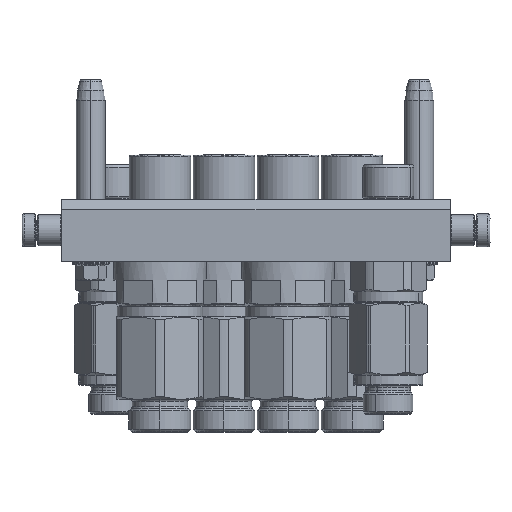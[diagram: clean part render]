
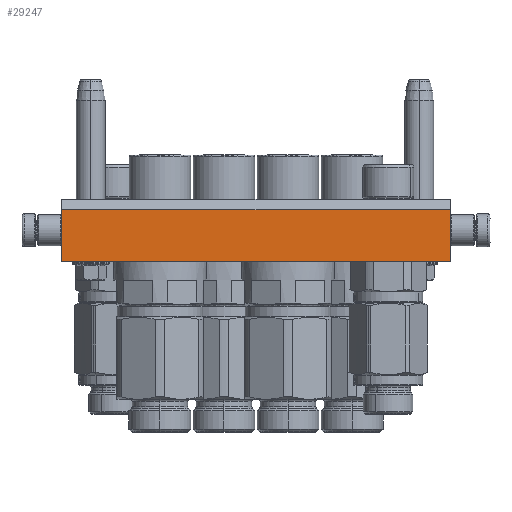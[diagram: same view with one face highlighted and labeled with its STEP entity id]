
A CAD part, left-side view. The second image highlights one B-rep face of the part: STEP entity #29247.
In plain terms, the highlighted face is planar.
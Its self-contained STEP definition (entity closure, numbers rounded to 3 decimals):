
#539 = DIRECTION ( 'NONE',  ( 0., 1., 0. ) ) ;
#1436 = LINE ( 'NONE', #20981, #19557 ) ;
#6660 = ORIENTED_EDGE ( 'NONE', *, *, #27245, .F. ) ;
#6725 = LINE ( 'NONE', #13742, #44969 ) ;
#7263 = ORIENTED_EDGE ( 'NONE', *, *, #51053, .F. ) ;
#9400 = CARTESIAN_POINT ( 'NONE',  ( 94., 15., -45. ) ) ;
#13742 = CARTESIAN_POINT ( 'NONE',  ( 94., -10., -45. ) ) ;
#19416 = EDGE_LOOP ( 'NONE', ( #42675, #31132, #7263, #6660 ) ) ;
#19557 = VECTOR ( 'NONE', #43467, 1000. ) ;
#19842 = CARTESIAN_POINT ( 'NONE',  ( -94., -10., -45. ) ) ;
#20765 = DIRECTION ( 'NONE',  ( 1., 0., 0. ) ) ;
#20981 = CARTESIAN_POINT ( 'NONE',  ( -94., -10., -45. ) ) ;
#23515 = CARTESIAN_POINT ( 'NONE',  ( 94., -15., -45. ) ) ;
#24086 = LINE ( 'NONE', #47187, #41448 ) ;
#26754 = VECTOR ( 'NONE', #20765, 1000. ) ;
#27245 = EDGE_CURVE ( 'NONE', #54797, #34263, #44084, .T. ) ;
#27815 = PLANE ( 'NONE',  #51154 ) ;
#29247 = ADVANCED_FACE ( 'NONE', ( #29613 ), #27815, .T. ) ;
#29613 = FACE_OUTER_BOUND ( 'NONE', #19416, .T. ) ;
#31132 = ORIENTED_EDGE ( 'NONE', *, *, #54791, .F. ) ;
#32435 = DIRECTION ( 'NONE',  ( 0., 0., -1. ) ) ;
#34263 = VERTEX_POINT ( 'NONE', #47836 ) ;
#35382 = CARTESIAN_POINT ( 'NONE',  ( -94., 15., -45. ) ) ;
#41448 = VECTOR ( 'NONE', #46995, 1000. ) ;
#42445 = VERTEX_POINT ( 'NONE', #9400 ) ;
#42675 = ORIENTED_EDGE ( 'NONE', *, *, #49357, .T. ) ;
#43467 = DIRECTION ( 'NONE',  ( 0., 1., 0. ) ) ;
#44084 = LINE ( 'NONE', #47755, #26754 ) ;
#44969 = VECTOR ( 'NONE', #539, 1000. ) ;
#46995 = DIRECTION ( 'NONE',  ( -1., 0., 0. ) ) ;
#47187 = CARTESIAN_POINT ( 'NONE',  ( 94., 15., -45. ) ) ;
#47755 = CARTESIAN_POINT ( 'NONE',  ( -94., -10., -45. ) ) ;
#47836 = CARTESIAN_POINT ( 'NONE',  ( 94., -10., -45. ) ) ;
#49357 = EDGE_CURVE ( 'NONE', #54797, #56050, #1436, .T. ) ;
#51053 = EDGE_CURVE ( 'NONE', #34263, #42445, #6725, .T. ) ;
#51154 = AXIS2_PLACEMENT_3D ( 'NONE', #23515, #32435, #54618 ) ;
#54618 = DIRECTION ( 'NONE',  ( -1., 0., 0. ) ) ;
#54791 = EDGE_CURVE ( 'NONE', #42445, #56050, #24086, .T. ) ;
#54797 = VERTEX_POINT ( 'NONE', #19842 ) ;
#56050 = VERTEX_POINT ( 'NONE', #35382 ) ;
